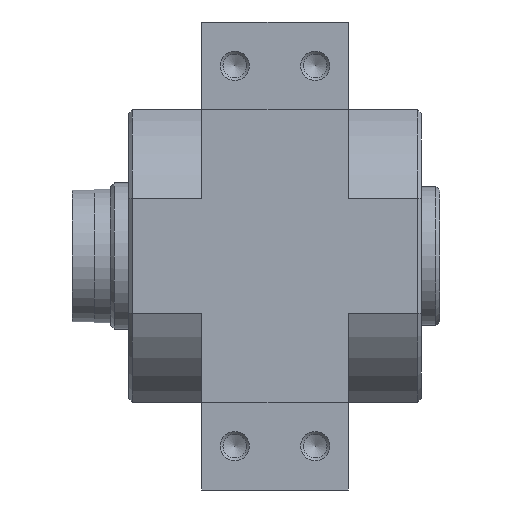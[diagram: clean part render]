
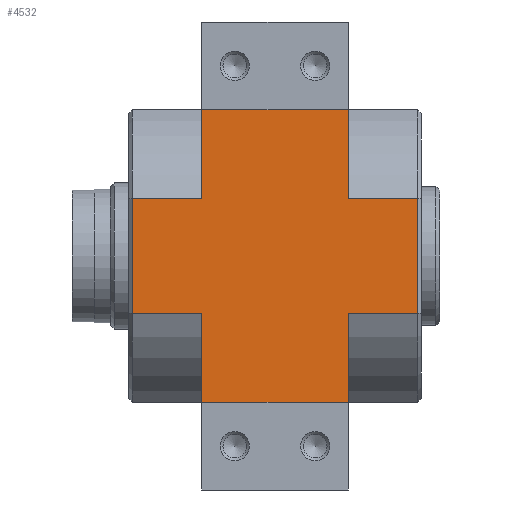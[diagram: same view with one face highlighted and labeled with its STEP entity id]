
A CAD part, left-side view. The second image highlights one B-rep face of the part: STEP entity #4532.
In plain terms, the highlighted planar face has unit normal (-1, 0, 0).
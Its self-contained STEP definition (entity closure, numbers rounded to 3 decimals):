
#289=LINE('',#6749,#537);
#297=LINE('',#6816,#545);
#304=LINE('',#6875,#552);
#305=LINE('',#6878,#553);
#306=LINE('',#6879,#554);
#307=LINE('',#6881,#555);
#308=LINE('',#6883,#556);
#309=LINE('',#6885,#557);
#310=LINE('',#6887,#558);
#311=LINE('',#6888,#559);
#312=LINE('',#6890,#560);
#313=LINE('',#6892,#561);
#537=VECTOR('',#5377,1000.);
#545=VECTOR('',#5405,1000.);
#552=VECTOR('',#5432,1000.);
#553=VECTOR('',#5433,1000.);
#554=VECTOR('',#5434,1000.);
#555=VECTOR('',#5435,1000.);
#556=VECTOR('',#5436,1000.);
#557=VECTOR('',#5437,1000.);
#558=VECTOR('',#5438,1000.);
#559=VECTOR('',#5439,1000.);
#560=VECTOR('',#5440,1000.);
#561=VECTOR('',#5441,1000.);
#867=ORIENTED_EDGE('',*,*,#1884,.T.);
#868=ORIENTED_EDGE('',*,*,#1885,.T.);
#869=ORIENTED_EDGE('',*,*,#1844,.F.);
#870=ORIENTED_EDGE('',*,*,#1886,.T.);
#871=ORIENTED_EDGE('',*,*,#1887,.T.);
#872=ORIENTED_EDGE('',*,*,#1888,.F.);
#873=ORIENTED_EDGE('',*,*,#1889,.T.);
#874=ORIENTED_EDGE('',*,*,#1890,.T.);
#875=ORIENTED_EDGE('',*,*,#1865,.T.);
#876=ORIENTED_EDGE('',*,*,#1891,.T.);
#877=ORIENTED_EDGE('',*,*,#1892,.T.);
#878=ORIENTED_EDGE('',*,*,#1893,.T.);
#1844=EDGE_CURVE('',#2354,#2355,#289,.T.);
#1865=EDGE_CURVE('',#2372,#2371,#297,.T.);
#1884=EDGE_CURVE('',#2386,#2387,#304,.T.);
#1885=EDGE_CURVE('',#2387,#2355,#305,.F.);
#1886=EDGE_CURVE('',#2354,#2388,#306,.T.);
#1887=EDGE_CURVE('',#2388,#2389,#307,.T.);
#1888=EDGE_CURVE('',#2390,#2389,#308,.T.);
#1889=EDGE_CURVE('',#2390,#2391,#309,.T.);
#1890=EDGE_CURVE('',#2391,#2372,#310,.F.);
#1891=EDGE_CURVE('',#2371,#2392,#311,.T.);
#1892=EDGE_CURVE('',#2392,#2393,#312,.T.);
#1893=EDGE_CURVE('',#2393,#2386,#313,.T.);
#2354=VERTEX_POINT('',#6748);
#2355=VERTEX_POINT('',#6750);
#2371=VERTEX_POINT('',#6815);
#2372=VERTEX_POINT('',#6817);
#2386=VERTEX_POINT('',#6876);
#2387=VERTEX_POINT('',#6877);
#2388=VERTEX_POINT('',#6880);
#2389=VERTEX_POINT('',#6882);
#2390=VERTEX_POINT('',#6884);
#2391=VERTEX_POINT('',#6886);
#2392=VERTEX_POINT('',#6889);
#2393=VERTEX_POINT('',#6891);
#2947=EDGE_LOOP('',(#867,#868,#869,#870,#871,#872,#873,#874,#875,#876,#877,
#878));
#3341=FACE_BOUND('',#2947,.T.);
#3732=PLANE('',#4851);
#4532=ADVANCED_FACE('',(#3341),#3732,.F.);
#4851=AXIS2_PLACEMENT_3D('',#6874,#5430,#5431);
#5377=DIRECTION('',(0.,0.,-1.));
#5405=DIRECTION('',(0.,0.,-1.));
#5430=DIRECTION('',(1.,0.,0.));
#5431=DIRECTION('',(0.,0.,-1.));
#5432=DIRECTION('',(0.,0.,1.));
#5433=DIRECTION('',(0.,1.,0.));
#5434=DIRECTION('',(0.,1.,0.));
#5435=DIRECTION('',(0.,0.,1.));
#5436=DIRECTION('',(0.,-1.,0.));
#5437=DIRECTION('',(0.,0.,-1.));
#5438=DIRECTION('',(0.,-1.,0.));
#5439=DIRECTION('',(0.,-1.,0.));
#5440=DIRECTION('',(0.,0.,-1.));
#5441=DIRECTION('',(0.,-1.,0.));
#6748=CARTESIAN_POINT('',(-20.,-19.5,7.89));
#6749=CARTESIAN_POINT('',(-20.,-19.5,20.));
#6750=CARTESIAN_POINT('',(-20.,-19.5,-7.89));
#6815=CARTESIAN_POINT('',(-20.,19.5,-7.89));
#6816=CARTESIAN_POINT('',(-20.,19.5,20.));
#6817=CARTESIAN_POINT('',(-20.,19.5,7.89));
#6874=CARTESIAN_POINT('',(-20.,19.5,20.));
#6875=CARTESIAN_POINT('',(-20.,-10.,20.));
#6876=CARTESIAN_POINT('',(-20.,-10.,-20.));
#6877=CARTESIAN_POINT('',(-20.,-10.,-7.89));
#6878=CARTESIAN_POINT('',(-20.,-10.,-7.89));
#6879=CARTESIAN_POINT('',(-20.,-10.,7.89));
#6880=CARTESIAN_POINT('',(-20.,-10.,7.89));
#6881=CARTESIAN_POINT('',(-20.,-10.,20.));
#6882=CARTESIAN_POINT('',(-20.,-10.,20.));
#6883=CARTESIAN_POINT('',(-20.,19.5,20.));
#6884=CARTESIAN_POINT('',(-20.,10.,20.));
#6885=CARTESIAN_POINT('',(-20.,10.,20.));
#6886=CARTESIAN_POINT('',(-20.,10.,7.89));
#6887=CARTESIAN_POINT('',(-20.,10.,7.89));
#6888=CARTESIAN_POINT('',(-20.,10.,-7.89));
#6889=CARTESIAN_POINT('',(-20.,10.,-7.89));
#6890=CARTESIAN_POINT('',(-20.,10.,20.));
#6891=CARTESIAN_POINT('',(-20.,10.,-20.));
#6892=CARTESIAN_POINT('',(-20.,19.5,-20.));
